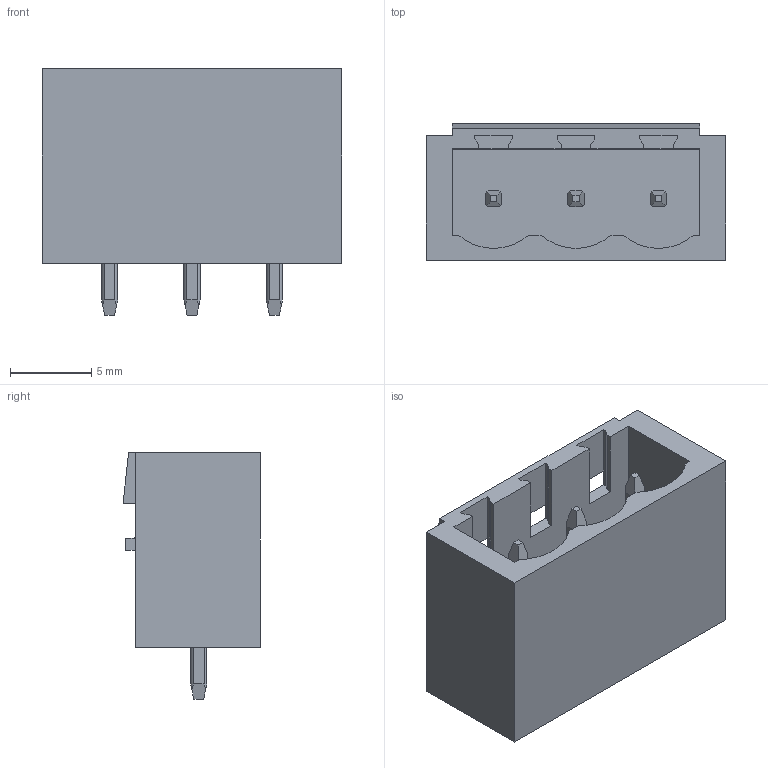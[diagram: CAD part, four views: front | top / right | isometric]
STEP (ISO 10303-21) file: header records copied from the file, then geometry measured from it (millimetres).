
FILE_DESCRIPTION(('CATIA V5 STEP Exchange','CAx-IF Rec.Pracs.--- Model Styling and Organization---1.2---2011-12-15'),'2;1');
FILE_NAME ('D1448987_0', '2018-10-26T05:35:41+00:00', ('none'), ('Weidmueller'), 'CATIA Version 5-6 Release 2014', 'CATIA V5 STEP AP214', 'none');
FILE_SCHEMA(('AUTOMOTIVE_DESIGN { 1 0 10303 214 1 1 1 1 }'));
Length unit declared in the file: millimetre
Products named in the file (1): 1146750000
Bounding box: 18.44 x 8.43 x 15.2 mm (x, y, z)
Volume: 989.2 mm3; surface area: 1510.6 mm2
Topology: 4 solids, 4 shells, 131 faces, 381 edges, 254 vertices
Faces by surface type: plane 102, cylinder 29
Entity records: 4109 total; most frequent: CARTESIAN_POINT 895, ORIENTED_EDGE 762, DIRECTION 491, EDGE_CURVE 381, VECTOR 275, LINE 275, VERTEX_POINT 254, EDGE_LOOP 139
